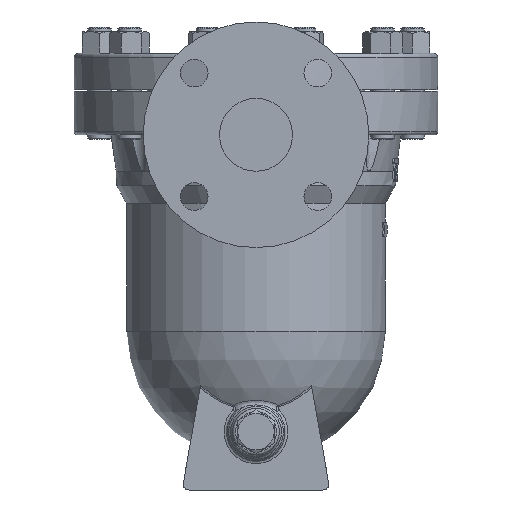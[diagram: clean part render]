
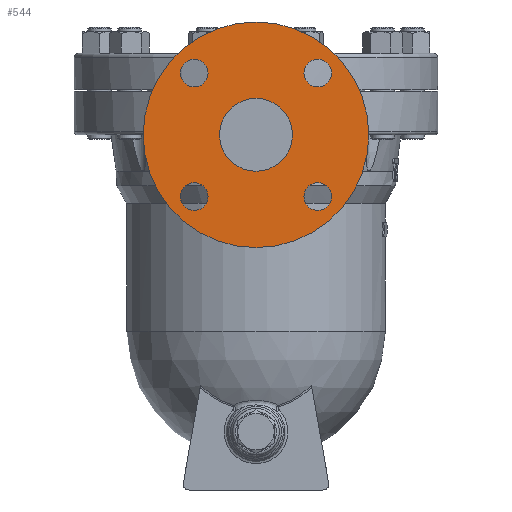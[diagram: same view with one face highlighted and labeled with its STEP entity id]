
A CAD part, left-side view. The second image highlights one B-rep face of the part: STEP entity #544.
In plain terms, the highlighted free-form (B-spline) face has degree [1, 1] with [2, 2] control points.
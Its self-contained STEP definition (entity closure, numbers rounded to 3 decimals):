
#186=CARTESIAN_POINT('',(-194.,0.0,47.5));
#187=VERTEX_POINT('',#186);
#188=CARTESIAN_POINT('',(-194.,0.0,-30.));
#189=DIRECTION('',(-1.0,0.0,0.0));
#190=DIRECTION('',(0.0,0.0,1.0));
#191=AXIS2_PLACEMENT_3D('',#188,#189,#190);
#192=CIRCLE('',#191,77.5);
#193=EDGE_CURVE('',#187,#187,#192,.T.);
#315=CARTESIAN_POINT('',(-194.,0.0,-55.));
#316=VERTEX_POINT('',#315);
#317=CARTESIAN_POINT('',(-194.,0.0,-30.));
#318=DIRECTION('',(1.0,0.0,0.0));
#319=DIRECTION('',(0.0,0.0,-1.0));
#320=AXIS2_PLACEMENT_3D('',#317,#318,#319);
#321=CIRCLE('',#320,25.0);
#322=EDGE_CURVE('',#316,#316,#321,.T.);
#355=CARTESIAN_POINT('',(-194.,-32.926,12.426));
#356=VERTEX_POINT('',#355);
#357=CARTESIAN_POINT('',(-194.,-42.426,12.426));
#358=DIRECTION('',(1.0,0.0,0.0));
#359=DIRECTION('',(0.0,1.0,0.0));
#360=AXIS2_PLACEMENT_3D('',#357,#358,#359);
#361=CIRCLE('',#360,9.5);
#362=EDGE_CURVE('',#356,#356,#361,.T.);
#375=CARTESIAN_POINT('',(-194.,-42.426,-62.926));
#376=VERTEX_POINT('',#375);
#377=CARTESIAN_POINT('',(-194.,-42.426,-72.426));
#378=DIRECTION('',(1.0,0.0,0.0));
#379=DIRECTION('',(0.0,0.0,1.0));
#380=AXIS2_PLACEMENT_3D('',#377,#378,#379);
#381=CIRCLE('',#380,9.5);
#382=EDGE_CURVE('',#376,#376,#381,.T.);
#395=CARTESIAN_POINT('',(-194.,32.926,-72.426));
#396=VERTEX_POINT('',#395);
#397=CARTESIAN_POINT('',(-194.,42.426,-72.426));
#398=DIRECTION('',(1.0,0.0,0.0));
#399=DIRECTION('',(0.0,-1.0,0.0));
#400=AXIS2_PLACEMENT_3D('',#397,#398,#399);
#401=CIRCLE('',#400,9.5);
#402=EDGE_CURVE('',#396,#396,#401,.T.);
#415=CARTESIAN_POINT('',(-194.,42.426,2.926));
#416=VERTEX_POINT('',#415);
#417=CARTESIAN_POINT('',(-194.,42.426,12.426));
#418=DIRECTION('',(1.0,0.0,0.0));
#419=DIRECTION('',(0.0,0.0,-1.0));
#420=AXIS2_PLACEMENT_3D('',#417,#418,#419);
#421=CIRCLE('',#420,9.5);
#422=EDGE_CURVE('',#416,#416,#421,.T.);
#521=CARTESIAN_POINT('',(-194.,77.5,47.5));
#522=CARTESIAN_POINT('',(-194.,77.5,-107.5));
#523=CARTESIAN_POINT('',(-194.,-77.5,47.5));
#524=CARTESIAN_POINT('',(-194.,-77.5,-107.5));
#525=B_SPLINE_SURFACE_WITH_KNOTS('',1,1,((#521,#523),(#522,#524)),.UNSPECIFIED.,.F.,.F.,.U.,(2,2),(2,2),(0.0,155.),(0.0,155.),.UNSPECIFIED.);
#526=ORIENTED_EDGE('',*,*,#193,.T.);
#527=EDGE_LOOP('',(#526));
#528=FACE_OUTER_BOUND('',#527,.T.);
#529=ORIENTED_EDGE('',*,*,#322,.T.);
#530=EDGE_LOOP('',(#529));
#531=FACE_BOUND('',#530,.T.);
#532=ORIENTED_EDGE('',*,*,#362,.T.);
#533=EDGE_LOOP('',(#532));
#534=FACE_BOUND('',#533,.T.);
#535=ORIENTED_EDGE('',*,*,#382,.T.);
#536=EDGE_LOOP('',(#535));
#537=FACE_BOUND('',#536,.T.);
#538=ORIENTED_EDGE('',*,*,#402,.T.);
#539=EDGE_LOOP('',(#538));
#540=FACE_BOUND('',#539,.T.);
#541=ORIENTED_EDGE('',*,*,#422,.T.);
#542=EDGE_LOOP('',(#541));
#543=FACE_BOUND('',#542,.T.);
#544=ADVANCED_FACE('',(#528,#531,#534,#537,#540,#543),#525,.T.);
